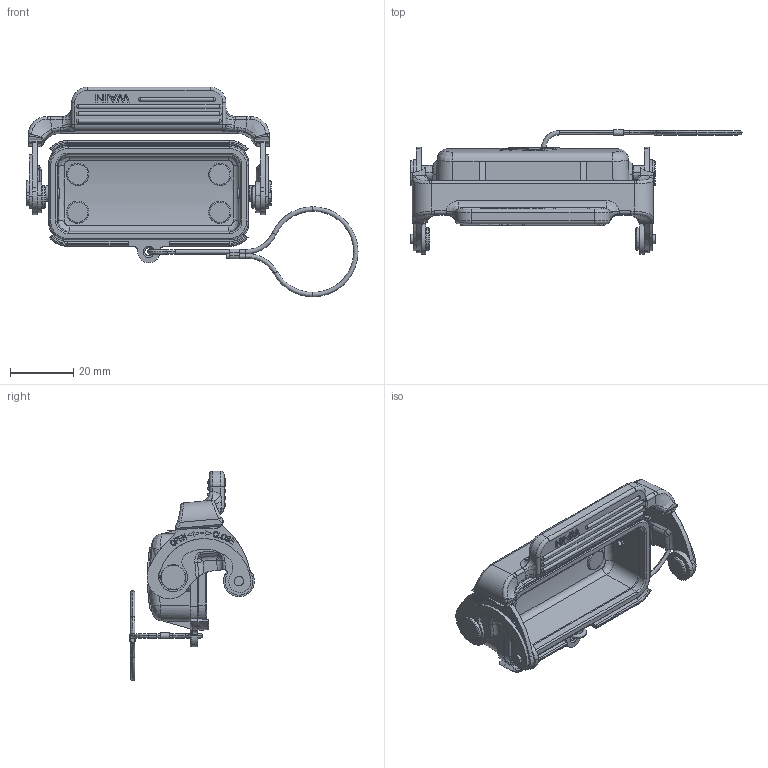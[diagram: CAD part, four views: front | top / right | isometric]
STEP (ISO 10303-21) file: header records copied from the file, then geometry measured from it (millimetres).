
FILE_DESCRIPTION((''),'2;1');
FILE_NAME('PRT0011','2024-01-18T',('11539'),(''),'PRO/ENGINEER BY PARAMETRIC TECHNOLOGY CORPORATION, 2012480','PRO/ENGINEER BY PARAMETRIC TECHNOLOGY CORPORATION, 2012480','');
FILE_SCHEMA(('CONFIG_CONTROL_DESIGN'));
Products named in the file (1): PRT0011
Bounding box: 105.09 x 39.53 x 66.36 mm (x, y, z)
Volume: 19439.3 mm3; surface area: 19984.2 mm2
Topology: 1 solids, 18 shells, 1264 faces, 3392 edges, 2223 vertices
Faces by surface type: plane 534, cylinder 267, extrusion 214, bspline 125, torus 61, cone 45, sphere 18
Entity records: 48561 total; most frequent: CARTESIAN_POINT 18339, ORIENTED_EDGE 6692, DIRECTION 5401, EDGE_CURVE 3370, VERTEX_POINT 2223, VECTOR 1917, AXIS2_PLACEMENT_3D 1742, LINE 1703
